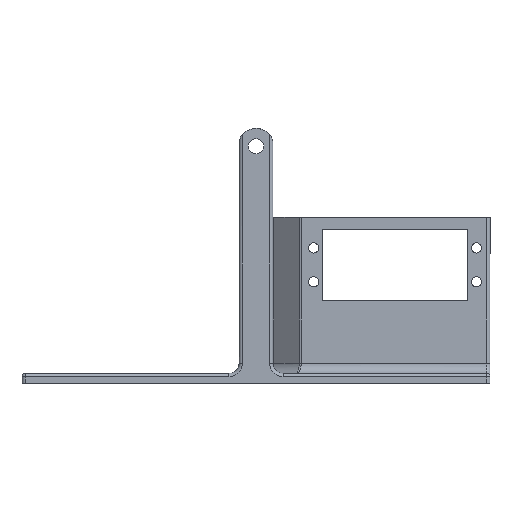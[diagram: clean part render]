
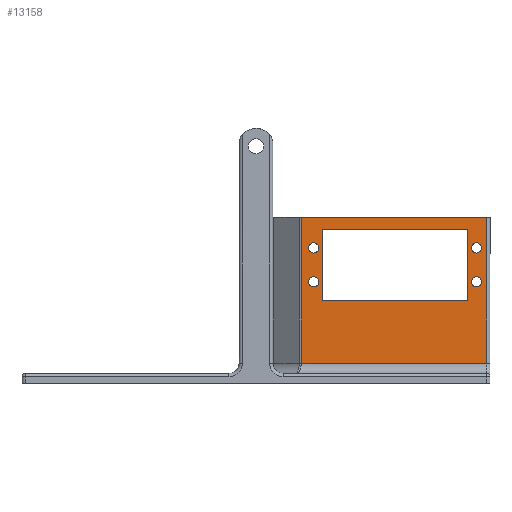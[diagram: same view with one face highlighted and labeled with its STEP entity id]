
A CAD part, left-side view. The second image highlights one B-rep face of the part: STEP entity #13158.
In plain terms, the highlighted planar face has unit normal (-1, 0, 0).
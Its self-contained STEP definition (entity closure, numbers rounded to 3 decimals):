
#194 = CARTESIAN_POINT ( 'NONE',  ( 47.2, -65., 40. ) ) ;
#1093 = EDGE_CURVE ( 'NONE', #8210, #21143, #28553, .T. ) ;
#1322 = CARTESIAN_POINT ( 'NONE',  ( 47.2, -13.368, 6. ) ) ;
#1391 = CARTESIAN_POINT ( 'NONE',  ( 47.2, -13., 49. ) ) ;
#2508 = DIRECTION ( 'NONE',  ( 0., -1., 0. ) ) ;
#3646 = ORIENTED_EDGE ( 'NONE', *, *, #18463, .T. ) ;
#3762 = EDGE_CURVE ( 'NONE', #13468, #30328, #8702, .T. ) ;
#3829 = VECTOR ( 'NONE', #29101, 1000. ) ;
#3890 = ORIENTED_EDGE ( 'NONE', *, *, #20197, .T. ) ;
#3975 = DIRECTION ( 'NONE',  ( 1., 0., 0. ) ) ;
#4007 = ORIENTED_EDGE ( 'NONE', *, *, #30072, .T. ) ;
#4047 = EDGE_CURVE ( 'NONE', #34902, #28195, #20853, .T. ) ;
#4151 = FACE_BOUND ( 'NONE', #25796, .T. ) ;
#4430 = CARTESIAN_POINT ( 'NONE',  ( 47.2, -19.5, 24.5 ) ) ;
#4517 = CARTESIAN_POINT ( 'NONE',  ( 47.2, -17., 41.5 ) ) ;
#4842 = DIRECTION ( 'NONE',  ( 0., 0., 1. ) ) ;
#4894 = VERTEX_POINT ( 'NONE', #31346 ) ;
#5067 = ORIENTED_EDGE ( 'NONE', *, *, #25669, .F. ) ;
#5228 = EDGE_CURVE ( 'NONE', #28195, #34902, #27902, .T. ) ;
#5451 = AXIS2_PLACEMENT_3D ( 'NONE', #25008, #31176, #33183 ) ;
#5760 = CARTESIAN_POINT ( 'NONE',  ( 47.2, -19.5, 45.5 ) ) ;
#6056 = VECTOR ( 'NONE', #4842, 1000. ) ;
#6260 = CARTESIAN_POINT ( 'NONE',  ( 47.2, -19.5, 24.5 ) ) ;
#6337 = DIRECTION ( 'NONE',  ( 0., 0., -1. ) ) ;
#6408 = VERTEX_POINT ( 'NONE', #21703 ) ;
#6968 = CARTESIAN_POINT ( 'NONE',  ( 47.2, -65., 31.5 ) ) ;
#7128 = ORIENTED_EDGE ( 'NONE', *, *, #14091, .T. ) ;
#7241 = EDGE_CURVE ( 'NONE', #30328, #13468, #26920, .T. ) ;
#7282 = ORIENTED_EDGE ( 'NONE', *, *, #4047, .T. ) ;
#7563 = ORIENTED_EDGE ( 'NONE', *, *, #5228, .T. ) ;
#8112 = CARTESIAN_POINT ( 'NONE',  ( 47.2, -65., 28.5 ) ) ;
#8118 = DIRECTION ( 'NONE',  ( 1., 0., 0. ) ) ;
#8209 = EDGE_CURVE ( 'NONE', #15288, #16536, #22205, .T. ) ;
#8210 = VERTEX_POINT ( 'NONE', #19294 ) ;
#8702 = CIRCLE ( 'NONE', #13902, 1.5 ) ;
#8789 = EDGE_LOOP ( 'NONE', ( #28591, #19983, #13178, #15069 ) ) ;
#8887 = EDGE_LOOP ( 'NONE', ( #7563, #7282 ) ) ;
#8963 = EDGE_LOOP ( 'NONE', ( #30951, #7128 ) ) ;
#9675 = EDGE_CURVE ( 'NONE', #16536, #8210, #30579, .T. ) ;
#9713 = DIRECTION ( 'NONE',  ( 0., -1., 0. ) ) ;
#9738 = VECTOR ( 'NONE', #11173, 1000. ) ;
#10577 = CARTESIAN_POINT ( 'NONE',  ( 47.2, -65., 30. ) ) ;
#11109 = CIRCLE ( 'NONE', #33686, 1.5 ) ;
#11173 = DIRECTION ( 'NONE',  ( 0., 0., -1. ) ) ;
#11187 = VECTOR ( 'NONE', #29105, 1000. ) ;
#11234 = DIRECTION ( 'NONE',  ( 1., 0., 0. ) ) ;
#11487 = DIRECTION ( 'NONE',  ( 0., 0., -1. ) ) ;
#11648 = DIRECTION ( 'NONE',  ( 0., -1., 0. ) ) ;
#11809 = VECTOR ( 'NONE', #11648, 1000. ) ;
#12162 = CARTESIAN_POINT ( 'NONE',  ( 47.2, -65., 41.5 ) ) ;
#12277 = EDGE_CURVE ( 'NONE', #20336, #30340, #34409, .T. ) ;
#12284 = AXIS2_PLACEMENT_3D ( 'NONE', #21872, #8118, #27510 ) ;
#13046 = EDGE_CURVE ( 'NONE', #27660, #6408, #28654, .T. ) ;
#13158 = ADVANCED_FACE ( 'NONE', ( #34074, #28966, #4151, #15177, #23157, #22808 ), #25711, .F. ) ;
#13178 = ORIENTED_EDGE ( 'NONE', *, *, #9675, .T. ) ;
#13468 = VERTEX_POINT ( 'NONE', #8112 ) ;
#13902 = AXIS2_PLACEMENT_3D ( 'NONE', #34916, #23475, #29459 ) ;
#13994 = VECTOR ( 'NONE', #2508, 1000. ) ;
#14091 = EDGE_CURVE ( 'NONE', #6408, #27660, #33997, .T. ) ;
#14214 = DIRECTION ( 'NONE',  ( 0., 0., -1. ) ) ;
#14648 = CARTESIAN_POINT ( 'NONE',  ( 47.2, 0., 0. ) ) ;
#14676 = VERTEX_POINT ( 'NONE', #24965 ) ;
#14846 = VECTOR ( 'NONE', #20010, 1000. ) ;
#15069 = ORIENTED_EDGE ( 'NONE', *, *, #1093, .T. ) ;
#15177 = FACE_BOUND ( 'NONE', #18896, .T. ) ;
#15214 = EDGE_CURVE ( 'NONE', #21143, #15288, #25815, .T. ) ;
#15288 = VERTEX_POINT ( 'NONE', #4430 ) ;
#15489 = LINE ( 'NONE', #26195, #3829 ) ;
#15770 = VERTEX_POINT ( 'NONE', #1322 ) ;
#15824 = DIRECTION ( 'NONE',  ( 1., 0., 0. ) ) ;
#15911 = ORIENTED_EDGE ( 'NONE', *, *, #33235, .T. ) ;
#16536 = VERTEX_POINT ( 'NONE', #22489 ) ;
#16942 = CARTESIAN_POINT ( 'NONE',  ( 47.2, -62.5, 45.5 ) ) ;
#17255 = VECTOR ( 'NONE', #9713, 1000. ) ;
#17448 = CARTESIAN_POINT ( 'NONE',  ( 47.2, -17., 30. ) ) ;
#17623 = AXIS2_PLACEMENT_3D ( 'NONE', #194, #11234, #25182 ) ;
#18463 = EDGE_CURVE ( 'NONE', #30340, #20336, #11109, .T. ) ;
#18671 = CARTESIAN_POINT ( 'NONE',  ( 47.2, -17., 31.5 ) ) ;
#18896 = EDGE_LOOP ( 'NONE', ( #23603, #3646 ) ) ;
#19294 = CARTESIAN_POINT ( 'NONE',  ( 47.2, -62.5, 45.5 ) ) ;
#19631 = DIRECTION ( 'NONE',  ( 1., 0., 0. ) ) ;
#19983 = ORIENTED_EDGE ( 'NONE', *, *, #8209, .T. ) ;
#20010 = DIRECTION ( 'NONE',  ( 0., 1., 0. ) ) ;
#20197 = EDGE_CURVE ( 'NONE', #15770, #22440, #34136, .T. ) ;
#20336 = VERTEX_POINT ( 'NONE', #18671 ) ;
#20853 = CIRCLE ( 'NONE', #32455, 1.5 ) ;
#21143 = VERTEX_POINT ( 'NONE', #31583 ) ;
#21464 = CARTESIAN_POINT ( 'NONE',  ( 47.2, -13.368, 0. ) ) ;
#21703 = CARTESIAN_POINT ( 'NONE',  ( 47.2, -65., 38.5 ) ) ;
#21736 = DIRECTION ( 'NONE',  ( 0., 0., -1. ) ) ;
#21872 = CARTESIAN_POINT ( 'NONE',  ( 47.2, -17., 40. ) ) ;
#22205 = LINE ( 'NONE', #35302, #6056 ) ;
#22440 = VERTEX_POINT ( 'NONE', #23955 ) ;
#22489 = CARTESIAN_POINT ( 'NONE',  ( 47.2, -19.5, 45.5 ) ) ;
#22808 = FACE_BOUND ( 'NONE', #8789, .T. ) ;
#23157 = FACE_OUTER_BOUND ( 'NONE', #29361, .T. ) ;
#23475 = DIRECTION ( 'NONE',  ( 1., 0., 0. ) ) ;
#23603 = ORIENTED_EDGE ( 'NONE', *, *, #12277, .T. ) ;
#23955 = CARTESIAN_POINT ( 'NONE',  ( 47.2, -68., 6. ) ) ;
#23983 = CARTESIAN_POINT ( 'NONE',  ( 47.2, -17., 28.5 ) ) ;
#24648 = DIRECTION ( 'NONE',  ( 1., 0., 0. ) ) ;
#24876 = CARTESIAN_POINT ( 'NONE',  ( 47.2, -17., 38.5 ) ) ;
#24938 = ORIENTED_EDGE ( 'NONE', *, *, #3762, .T. ) ;
#24965 = CARTESIAN_POINT ( 'NONE',  ( 47.2, -13.368, 49. ) ) ;
#25008 = CARTESIAN_POINT ( 'NONE',  ( 47.2, -17., 30. ) ) ;
#25182 = DIRECTION ( 'NONE',  ( 0., 0., -1. ) ) ;
#25669 = EDGE_CURVE ( 'NONE', #14676, #4894, #26188, .T. ) ;
#25711 = PLANE ( 'NONE',  #26939 ) ;
#25760 = AXIS2_PLACEMENT_3D ( 'NONE', #10577, #15824, #32523 ) ;
#25796 = EDGE_LOOP ( 'NONE', ( #28025, #24938 ) ) ;
#25815 = LINE ( 'NONE', #6260, #14846 ) ;
#25951 = CARTESIAN_POINT ( 'NONE',  ( 47.2, 0., 6. ) ) ;
#26188 = LINE ( 'NONE', #1391, #17255 ) ;
#26195 = CARTESIAN_POINT ( 'NONE',  ( 47.2, -68., 0. ) ) ;
#26920 = CIRCLE ( 'NONE', #25760, 1.5 ) ;
#26939 = AXIS2_PLACEMENT_3D ( 'NONE', #14648, #3975, #6337 ) ;
#27183 = CARTESIAN_POINT ( 'NONE',  ( 47.2, -65., 40. ) ) ;
#27510 = DIRECTION ( 'NONE',  ( 0., 0., -1. ) ) ;
#27660 = VERTEX_POINT ( 'NONE', #12162 ) ;
#27902 = CIRCLE ( 'NONE', #12284, 1.5 ) ;
#28025 = ORIENTED_EDGE ( 'NONE', *, *, #7241, .T. ) ;
#28195 = VERTEX_POINT ( 'NONE', #4517 ) ;
#28553 = LINE ( 'NONE', #16942, #9738 ) ;
#28591 = ORIENTED_EDGE ( 'NONE', *, *, #15214, .T. ) ;
#28654 = CIRCLE ( 'NONE', #17623, 1.5 ) ;
#28966 = FACE_BOUND ( 'NONE', #8887, .T. ) ;
#29101 = DIRECTION ( 'NONE',  ( 0., 0., 1. ) ) ;
#29105 = DIRECTION ( 'NONE',  ( 0., 0., -1. ) ) ;
#29361 = EDGE_LOOP ( 'NONE', ( #3890, #15911, #5067, #4007 ) ) ;
#29459 = DIRECTION ( 'NONE',  ( 0., 0., -1. ) ) ;
#30072 = EDGE_CURVE ( 'NONE', #14676, #15770, #32191, .T. ) ;
#30328 = VERTEX_POINT ( 'NONE', #6968 ) ;
#30340 = VERTEX_POINT ( 'NONE', #23983 ) ;
#30579 = LINE ( 'NONE', #5760, #13994 ) ;
#30951 = ORIENTED_EDGE ( 'NONE', *, *, #13046, .T. ) ;
#31176 = DIRECTION ( 'NONE',  ( 1., 0., 0. ) ) ;
#31346 = CARTESIAN_POINT ( 'NONE',  ( 47.2, -68., 49. ) ) ;
#31583 = CARTESIAN_POINT ( 'NONE',  ( 47.2, -62.5, 24.5 ) ) ;
#32191 = LINE ( 'NONE', #21464, #11187 ) ;
#32455 = AXIS2_PLACEMENT_3D ( 'NONE', #33613, #19631, #11487 ) ;
#32523 = DIRECTION ( 'NONE',  ( 0., 0., -1. ) ) ;
#33183 = DIRECTION ( 'NONE',  ( 0., 0., -1. ) ) ;
#33235 = EDGE_CURVE ( 'NONE', #22440, #4894, #15489, .T. ) ;
#33613 = CARTESIAN_POINT ( 'NONE',  ( 47.2, -17., 40. ) ) ;
#33623 = DIRECTION ( 'NONE',  ( 1., 0., 0. ) ) ;
#33686 = AXIS2_PLACEMENT_3D ( 'NONE', #17448, #33623, #14214 ) ;
#33997 = CIRCLE ( 'NONE', #34554, 1.5 ) ;
#34074 = FACE_BOUND ( 'NONE', #8963, .T. ) ;
#34136 = LINE ( 'NONE', #25951, #11809 ) ;
#34409 = CIRCLE ( 'NONE', #5451, 1.5 ) ;
#34554 = AXIS2_PLACEMENT_3D ( 'NONE', #27183, #24648, #21736 ) ;
#34902 = VERTEX_POINT ( 'NONE', #24876 ) ;
#34916 = CARTESIAN_POINT ( 'NONE',  ( 47.2, -65., 30. ) ) ;
#35302 = CARTESIAN_POINT ( 'NONE',  ( 47.2, -19.5, 45.5 ) ) ;
